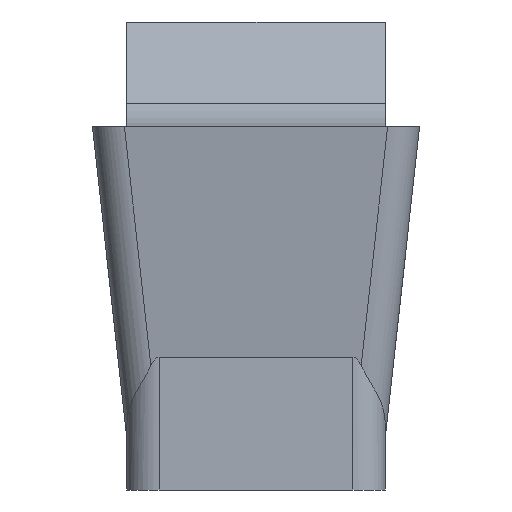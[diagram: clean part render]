
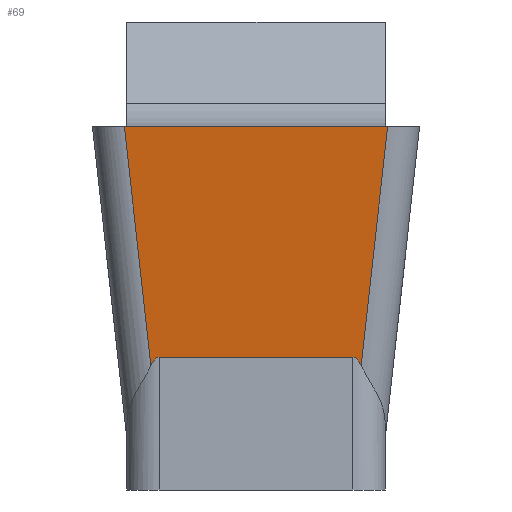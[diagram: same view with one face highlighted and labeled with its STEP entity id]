
A CAD part, front view. The second image highlights one B-rep face of the part: STEP entity #69.
In plain terms, the highlighted planar face has unit normal (0, -0.993, -0.122).
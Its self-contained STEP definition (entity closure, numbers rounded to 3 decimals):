
#69=ADVANCED_FACE('HEAD_NEUTRAL_UDF_SU2',(#109),#86,.F.);
#86=PLANE('',#569);
#109=FACE_OUTER_BOUND('',#134,.T.);
#134=EDGE_LOOP('',(#365,#366,#367,#368,#369,#370));
#139=ELLIPSE('',#542,3.282,0.4);
#140=ELLIPSE('',#545,3.282,0.4);
#173=LINE('',#813,#218);
#189=LINE('',#888,#234);
#196=LINE('',#942,#241);
#197=LINE('',#943,#242);
#218=VECTOR('',#614,1.);
#234=VECTOR('',#672,1.);
#241=VECTOR('',#693,1.);
#242=VECTOR('',#694,1.);
#365=ORIENTED_EDGE('',*,*,#460,.F.);
#366=ORIENTED_EDGE('',*,*,#494,.T.);
#367=ORIENTED_EDGE('',*,*,#483,.F.);
#368=ORIENTED_EDGE('',*,*,#495,.T.);
#369=ORIENTED_EDGE('',*,*,#462,.F.);
#370=ORIENTED_EDGE('',*,*,#455,.T.);
#409=VERTEX_POINT('',#814);
#410=VERTEX_POINT('',#815);
#413=VERTEX_POINT('',#832);
#414=VERTEX_POINT('',#837);
#422=VERTEX_POINT('',#887);
#423=VERTEX_POINT('',#889);
#455=EDGE_CURVE('',#409,#410,#173,.T.);
#460=EDGE_CURVE('',#413,#410,#139,.T.);
#462=EDGE_CURVE('',#409,#414,#140,.T.);
#483=EDGE_CURVE('',#422,#423,#189,.T.);
#494=EDGE_CURVE('',#413,#423,#196,.T.);
#495=EDGE_CURVE('',#422,#414,#197,.T.);
#542=AXIS2_PLACEMENT_3D('',#833,#620,#621);
#545=AXIS2_PLACEMENT_3D('',#836,#626,#627);
#569=AXIS2_PLACEMENT_3D('',#944,#695,#696);
#614=DIRECTION('',(1.,0.,0.));
#620=DIRECTION('',(0.,-0.993,-0.122));
#621=DIRECTION('',(0.,0.122,-0.993));
#626=DIRECTION('',(0.,-0.993,-0.122));
#627=DIRECTION('',(0.,-0.122,0.993));
#672=DIRECTION('',(1.,0.,0.));
#693=DIRECTION('',(0.109,-0.121,0.987));
#694=DIRECTION('',(0.109,0.121,-0.987));
#695=DIRECTION('',(0.,0.993,0.122));
#696=DIRECTION('',(-0.109,0.121,-0.987));
#813=CARTESIAN_POINT('',(0.,0.19,-2.851));
#814=CARTESIAN_POINT('',(-1.2,0.19,-2.851));
#815=CARTESIAN_POINT('',(1.2,0.19,-2.851));
#832=CARTESIAN_POINT('',(1.301,0.203,-2.956));
#833=CARTESIAN_POINT('',(1.2,0.59,-6.108));
#836=CARTESIAN_POINT('',(-1.2,0.59,-6.108));
#837=CARTESIAN_POINT('',(-1.301,0.203,-2.956));
#887=CARTESIAN_POINT('',(-1.628,-0.16,0.));
#888=CARTESIAN_POINT('',(0.,-0.16,0.));
#889=CARTESIAN_POINT('',(1.628,-0.16,0.));
#942=CARTESIAN_POINT('',(1.384,0.111,-2.203));
#943=CARTESIAN_POINT('',(-1.342,0.158,-2.589));
#944=CARTESIAN_POINT('',(1.794,0.116,-2.248));
